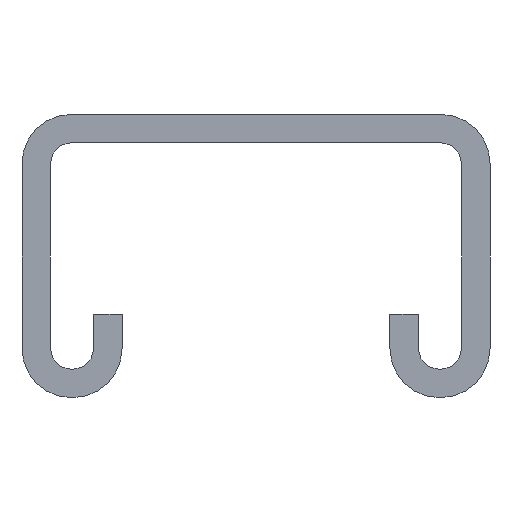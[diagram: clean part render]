
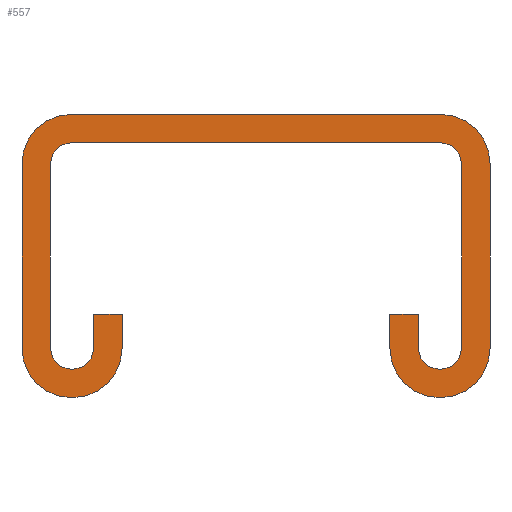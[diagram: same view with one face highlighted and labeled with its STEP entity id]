
A CAD part, front view. The second image highlights one B-rep face of the part: STEP entity #557.
In plain terms, the highlighted planar face has unit normal (0, -1, 0).
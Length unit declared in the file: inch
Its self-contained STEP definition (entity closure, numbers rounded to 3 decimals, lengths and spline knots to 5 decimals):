
#27=FACE_OUTER_BOUND('',#57,.T.);
#57=EDGE_LOOP('',(#371,#372,#373,#374,#375,#376,#377,#378,#379,#380,#381,
#382,#383,#384,#385,#386,#387,#388,#389,#390,#391,#392,#393,#394,#395,#396,
#397,#398));
#87=CIRCLE('',#610,0.175);
#88=CIRCLE('',#611,0.075);
#89=CIRCLE('',#612,0.075);
#90=CIRCLE('',#613,0.075);
#91=CIRCLE('',#614,0.075);
#92=CIRCLE('',#615,0.075);
#93=CIRCLE('',#616,0.075);
#94=CIRCLE('',#617,0.175);
#95=CIRCLE('',#618,0.175);
#96=CIRCLE('',#619,0.175);
#97=CIRCLE('',#620,0.175);
#98=CIRCLE('',#621,0.175);
#111=LINE('',#837,#171);
#112=LINE('',#841,#172);
#113=LINE('',#843,#173);
#114=LINE('',#845,#174);
#115=LINE('',#849,#175);
#116=LINE('',#853,#176);
#117=LINE('',#857,#177);
#118=LINE('',#861,#178);
#119=LINE('',#865,#179);
#120=LINE('',#869,#180);
#121=LINE('',#871,#181);
#122=LINE('',#873,#182);
#123=LINE('',#877,#183);
#124=LINE('',#881,#184);
#125=LINE('',#885,#185);
#126=LINE('',#889,#186);
#171=VECTOR('',#667,0.3937);
#172=VECTOR('',#670,0.3937);
#173=VECTOR('',#671,0.3937);
#174=VECTOR('',#672,0.3937);
#175=VECTOR('',#675,0.3937);
#176=VECTOR('',#678,0.3937);
#177=VECTOR('',#681,0.3937);
#178=VECTOR('',#684,0.3937);
#179=VECTOR('',#687,0.3937);
#180=VECTOR('',#690,0.3937);
#181=VECTOR('',#691,0.3937);
#182=VECTOR('',#692,0.3937);
#183=VECTOR('',#695,0.3937);
#184=VECTOR('',#698,0.3937);
#185=VECTOR('',#701,0.3937);
#186=VECTOR('',#704,0.3937);
#231=VERTEX_POINT('',#835);
#232=VERTEX_POINT('',#836);
#233=VERTEX_POINT('',#838);
#234=VERTEX_POINT('',#840);
#235=VERTEX_POINT('',#842);
#236=VERTEX_POINT('',#844);
#237=VERTEX_POINT('',#846);
#238=VERTEX_POINT('',#848);
#239=VERTEX_POINT('',#850);
#240=VERTEX_POINT('',#852);
#241=VERTEX_POINT('',#854);
#242=VERTEX_POINT('',#856);
#243=VERTEX_POINT('',#858);
#244=VERTEX_POINT('',#860);
#245=VERTEX_POINT('',#862);
#246=VERTEX_POINT('',#864);
#247=VERTEX_POINT('',#866);
#248=VERTEX_POINT('',#868);
#249=VERTEX_POINT('',#870);
#250=VERTEX_POINT('',#872);
#251=VERTEX_POINT('',#874);
#252=VERTEX_POINT('',#876);
#253=VERTEX_POINT('',#878);
#254=VERTEX_POINT('',#880);
#255=VERTEX_POINT('',#882);
#256=VERTEX_POINT('',#884);
#257=VERTEX_POINT('',#886);
#258=VERTEX_POINT('',#888);
#287=EDGE_CURVE('',#231,#232,#111,.T.);
#288=EDGE_CURVE('',#232,#233,#87,.T.);
#289=EDGE_CURVE('',#233,#234,#112,.T.);
#290=EDGE_CURVE('',#234,#235,#113,.T.);
#291=EDGE_CURVE('',#235,#236,#114,.T.);
#292=EDGE_CURVE('',#236,#237,#88,.T.);
#293=EDGE_CURVE('',#237,#238,#115,.T.);
#294=EDGE_CURVE('',#238,#239,#89,.T.);
#295=EDGE_CURVE('',#239,#240,#116,.T.);
#296=EDGE_CURVE('',#240,#241,#90,.T.);
#297=EDGE_CURVE('',#241,#242,#117,.T.);
#298=EDGE_CURVE('',#242,#243,#91,.T.);
#299=EDGE_CURVE('',#243,#244,#118,.T.);
#300=EDGE_CURVE('',#244,#245,#92,.T.);
#301=EDGE_CURVE('',#245,#246,#119,.T.);
#302=EDGE_CURVE('',#246,#247,#93,.T.);
#303=EDGE_CURVE('',#247,#248,#120,.T.);
#304=EDGE_CURVE('',#248,#249,#121,.T.);
#305=EDGE_CURVE('',#249,#250,#122,.T.);
#306=EDGE_CURVE('',#250,#251,#94,.T.);
#307=EDGE_CURVE('',#251,#252,#123,.T.);
#308=EDGE_CURVE('',#252,#253,#95,.T.);
#309=EDGE_CURVE('',#253,#254,#124,.T.);
#310=EDGE_CURVE('',#254,#255,#96,.T.);
#311=EDGE_CURVE('',#255,#256,#125,.T.);
#312=EDGE_CURVE('',#256,#257,#97,.T.);
#313=EDGE_CURVE('',#257,#258,#126,.T.);
#314=EDGE_CURVE('',#258,#231,#98,.T.);
#371=ORIENTED_EDGE('',*,*,#287,.T.);
#372=ORIENTED_EDGE('',*,*,#288,.T.);
#373=ORIENTED_EDGE('',*,*,#289,.T.);
#374=ORIENTED_EDGE('',*,*,#290,.T.);
#375=ORIENTED_EDGE('',*,*,#291,.T.);
#376=ORIENTED_EDGE('',*,*,#292,.T.);
#377=ORIENTED_EDGE('',*,*,#293,.T.);
#378=ORIENTED_EDGE('',*,*,#294,.T.);
#379=ORIENTED_EDGE('',*,*,#295,.T.);
#380=ORIENTED_EDGE('',*,*,#296,.T.);
#381=ORIENTED_EDGE('',*,*,#297,.T.);
#382=ORIENTED_EDGE('',*,*,#298,.T.);
#383=ORIENTED_EDGE('',*,*,#299,.T.);
#384=ORIENTED_EDGE('',*,*,#300,.T.);
#385=ORIENTED_EDGE('',*,*,#301,.T.);
#386=ORIENTED_EDGE('',*,*,#302,.T.);
#387=ORIENTED_EDGE('',*,*,#303,.T.);
#388=ORIENTED_EDGE('',*,*,#304,.T.);
#389=ORIENTED_EDGE('',*,*,#305,.T.);
#390=ORIENTED_EDGE('',*,*,#306,.T.);
#391=ORIENTED_EDGE('',*,*,#307,.T.);
#392=ORIENTED_EDGE('',*,*,#308,.T.);
#393=ORIENTED_EDGE('',*,*,#309,.T.);
#394=ORIENTED_EDGE('',*,*,#310,.T.);
#395=ORIENTED_EDGE('',*,*,#311,.T.);
#396=ORIENTED_EDGE('',*,*,#312,.T.);
#397=ORIENTED_EDGE('',*,*,#313,.T.);
#398=ORIENTED_EDGE('',*,*,#314,.T.);
#539=PLANE('',#609);
#557=ADVANCED_FACE('',(#27),#539,.F.);
#609=AXIS2_PLACEMENT_3D('',#834,#665,#666);
#610=AXIS2_PLACEMENT_3D('',#839,#668,#669);
#611=AXIS2_PLACEMENT_3D('',#847,#673,#674);
#612=AXIS2_PLACEMENT_3D('',#851,#676,#677);
#613=AXIS2_PLACEMENT_3D('',#855,#679,#680);
#614=AXIS2_PLACEMENT_3D('',#859,#682,#683);
#615=AXIS2_PLACEMENT_3D('',#863,#685,#686);
#616=AXIS2_PLACEMENT_3D('',#867,#688,#689);
#617=AXIS2_PLACEMENT_3D('',#875,#693,#694);
#618=AXIS2_PLACEMENT_3D('',#879,#696,#697);
#619=AXIS2_PLACEMENT_3D('',#883,#699,#700);
#620=AXIS2_PLACEMENT_3D('',#887,#702,#703);
#621=AXIS2_PLACEMENT_3D('',#890,#705,#706);
#665=DIRECTION('center_axis',(0.,1.,0.));
#666=DIRECTION('ref_axis',(0.,0.,1.));
#667=DIRECTION('',(1.,0.,0.));
#668=DIRECTION('center_axis',(0.,-1.,0.));
#669=DIRECTION('ref_axis',(1.,0.,0.));
#670=DIRECTION('',(0.,0.,1.));
#671=DIRECTION('',(-1.,0.,0.));
#672=DIRECTION('',(0.,0.,-1.));
#673=DIRECTION('center_axis',(0.,1.,0.));
#674=DIRECTION('ref_axis',(-1.,0.,0.));
#675=DIRECTION('',(-1.,0.,0.));
#676=DIRECTION('center_axis',(0.,1.,0.));
#677=DIRECTION('ref_axis',(0.,0.,1.));
#678=DIRECTION('',(0.,0.,1.));
#679=DIRECTION('center_axis',(0.,1.,0.));
#680=DIRECTION('ref_axis',(1.,0.,0.));
#681=DIRECTION('',(1.,0.,0.));
#682=DIRECTION('center_axis',(0.,1.,0.));
#683=DIRECTION('ref_axis',(0.,0.,-1.));
#684=DIRECTION('',(0.,0.,-1.));
#685=DIRECTION('center_axis',(0.,1.,0.));
#686=DIRECTION('ref_axis',(-1.,0.,0.));
#687=DIRECTION('',(-1.,0.,0.));
#688=DIRECTION('center_axis',(0.,1.,0.));
#689=DIRECTION('ref_axis',(0.,0.,1.));
#690=DIRECTION('',(0.,0.,1.));
#691=DIRECTION('',(-1.,0.,0.));
#692=DIRECTION('',(0.,0.,-1.));
#693=DIRECTION('center_axis',(0.,-1.,0.));
#694=DIRECTION('ref_axis',(0.,0.,-1.));
#695=DIRECTION('',(1.,0.,0.));
#696=DIRECTION('center_axis',(0.,-1.,0.));
#697=DIRECTION('ref_axis',(1.,0.,0.));
#698=DIRECTION('',(0.,0.,1.));
#699=DIRECTION('center_axis',(0.,-1.,0.));
#700=DIRECTION('ref_axis',(0.,0.,1.));
#701=DIRECTION('',(-1.,0.,0.));
#702=DIRECTION('center_axis',(0.,-1.,0.));
#703=DIRECTION('ref_axis',(-1.,0.,0.));
#704=DIRECTION('',(0.,0.,-1.));
#705=DIRECTION('center_axis',(0.,-1.,0.));
#706=DIRECTION('ref_axis',(0.,0.,-1.));
#834=CARTESIAN_POINT('Origin',(0.,-60.,0.));
#835=CARTESIAN_POINT('',(-0.655,-60.,-0.5025));
#836=CARTESIAN_POINT('',(-0.65,-60.,-0.5025));
#837=CARTESIAN_POINT('',(-0.65,-60.,-0.5025));
#838=CARTESIAN_POINT('',(-0.475,-60.,-0.3275));
#839=CARTESIAN_POINT('Origin',(-0.65,-60.,-0.3275));
#840=CARTESIAN_POINT('',(-0.475,-60.,-0.2065));
#841=CARTESIAN_POINT('',(-0.475,-60.,-0.2065));
#842=CARTESIAN_POINT('',(-0.575,-60.,-0.2065));
#843=CARTESIAN_POINT('',(-0.575,-60.,-0.2065));
#844=CARTESIAN_POINT('',(-0.575,-60.,-0.3275));
#845=CARTESIAN_POINT('',(-0.575,-60.,-0.3275));
#846=CARTESIAN_POINT('',(-0.65,-60.,-0.4025));
#847=CARTESIAN_POINT('Origin',(-0.65,-60.,-0.3275));
#848=CARTESIAN_POINT('',(-0.655,-60.,-0.4025));
#849=CARTESIAN_POINT('',(-0.655,-60.,-0.4025));
#850=CARTESIAN_POINT('',(-0.73,-60.,-0.3275));
#851=CARTESIAN_POINT('Origin',(-0.655,-60.,-0.3275));
#852=CARTESIAN_POINT('',(-0.73,-60.,0.3275));
#853=CARTESIAN_POINT('',(-0.73,-60.,0.3275));
#854=CARTESIAN_POINT('',(-0.655,-60.,0.4025));
#855=CARTESIAN_POINT('Origin',(-0.655,-60.,0.3275));
#856=CARTESIAN_POINT('',(0.655,-60.,0.4025));
#857=CARTESIAN_POINT('',(0.655,-60.,0.4025));
#858=CARTESIAN_POINT('',(0.73,-60.,0.3275));
#859=CARTESIAN_POINT('Origin',(0.655,-60.,0.3275));
#860=CARTESIAN_POINT('',(0.73,-60.,-0.3275));
#861=CARTESIAN_POINT('',(0.73,-60.,-0.3275));
#862=CARTESIAN_POINT('',(0.655,-60.,-0.4025));
#863=CARTESIAN_POINT('Origin',(0.655,-60.,-0.3275));
#864=CARTESIAN_POINT('',(0.65,-60.,-0.4025));
#865=CARTESIAN_POINT('',(0.65,-60.,-0.4025));
#866=CARTESIAN_POINT('',(0.575,-60.,-0.3275));
#867=CARTESIAN_POINT('Origin',(0.65,-60.,-0.3275));
#868=CARTESIAN_POINT('',(0.575,-60.,-0.2065));
#869=CARTESIAN_POINT('',(0.575,-60.,-0.2065));
#870=CARTESIAN_POINT('',(0.475,-60.,-0.2065));
#871=CARTESIAN_POINT('',(0.475,-60.,-0.2065));
#872=CARTESIAN_POINT('',(0.475,-60.,-0.3275));
#873=CARTESIAN_POINT('',(0.475,-60.,-0.3275));
#874=CARTESIAN_POINT('',(0.65,-60.,-0.5025));
#875=CARTESIAN_POINT('Origin',(0.65,-60.,-0.3275));
#876=CARTESIAN_POINT('',(0.655,-60.,-0.5025));
#877=CARTESIAN_POINT('',(0.655,-60.,-0.5025));
#878=CARTESIAN_POINT('',(0.83,-60.,-0.3275));
#879=CARTESIAN_POINT('Origin',(0.655,-60.,-0.3275));
#880=CARTESIAN_POINT('',(0.83,-60.,0.3275));
#881=CARTESIAN_POINT('',(0.83,-60.,0.3275));
#882=CARTESIAN_POINT('',(0.655,-60.,0.5025));
#883=CARTESIAN_POINT('Origin',(0.655,-60.,0.3275));
#884=CARTESIAN_POINT('',(-0.655,-60.,0.5025));
#885=CARTESIAN_POINT('',(-0.655,-60.,0.5025));
#886=CARTESIAN_POINT('',(-0.83,-60.,0.3275));
#887=CARTESIAN_POINT('Origin',(-0.655,-60.,0.3275));
#888=CARTESIAN_POINT('',(-0.83,-60.,-0.3275));
#889=CARTESIAN_POINT('',(-0.83,-60.,-0.3275));
#890=CARTESIAN_POINT('Origin',(-0.655,-60.,-0.3275));
